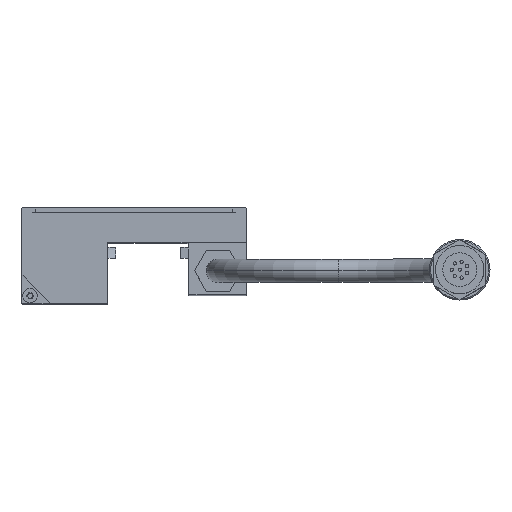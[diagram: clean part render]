
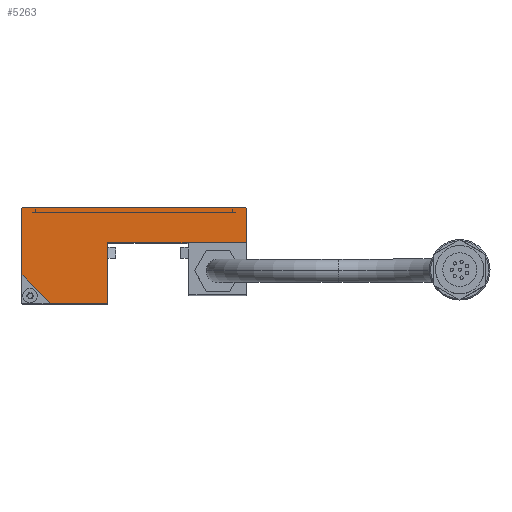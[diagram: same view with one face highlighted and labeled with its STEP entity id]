
A CAD part, top view. The second image highlights one B-rep face of the part: STEP entity #5263.
In plain terms, the highlighted planar face has unit normal (0, 0, 1).
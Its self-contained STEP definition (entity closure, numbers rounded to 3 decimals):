
#2143 = VERTEX_POINT( '', #6064 );
#2147 = VERTEX_POINT( '', #6068 );
#2227 = VERTEX_POINT( '', #6160 );
#2301 = VERTEX_POINT( '', #6243 );
#2387 = VERTEX_POINT( '', #6338 );
#3249 = EDGE_CURVE( '', #4859, #2143, #7292, .T. );
#3251 = EDGE_CURVE( '', #4907, #2301, #7294, .T. );
#3293 = VERTEX_POINT( '', #7336 );
#3383 = VERTEX_POINT( '', #7440 );
#3621 = EDGE_CURVE( '', #2301, #4075, #7697, .T. );
#3869 = EDGE_CURVE( '', #3383, #2387, #7973, .T. );
#4069 = EDGE_CURVE( '', #4075, #2227, #8184, .T. );
#4075 = VERTEX_POINT( '', #8190 );
#4353 = EDGE_CURVE( '', #2227, #2147, #8507, .T. );
#4859 = VERTEX_POINT( '', #9083 );
#4893 = EDGE_CURVE( '', #2387, #4859, #9120, .T. );
#4907 = VERTEX_POINT( '', #9136 );
#5263 = ADVANCED_FACE( '', ( #9523 ), #9524, .T. );
#5285 = EDGE_CURVE( '', #2143, #4907, #9549, .T. );
#5547 = EDGE_CURVE( '', #2147, #3293, #9839, .T. );
#5833 = EDGE_CURVE( '', #3293, #3383, #10167, .T. );
#6064 = CARTESIAN_POINT( '', ( -10., 6.45, 0. ) );
#6068 = CARTESIAN_POINT( '', ( -31.2, 30., 0. ) );
#6160 = CARTESIAN_POINT( '', ( 24.2, 30., 0. ) );
#6243 = CARTESIAN_POINT( '', ( 24.3, 21.4, 0. ) );
#6338 = CARTESIAN_POINT( '', ( -24.3, 6.35, 0. ) );
#7292 = LINE( '', #12135, #12136 );
#7294 = LINE( '', #12139, #12140 );
#7336 = CARTESIAN_POINT( '', ( -31.3, 29.9, 0. ) );
#7440 = CARTESIAN_POINT( '', ( -31.3, 13.35, 0. ) );
#7697 = LINE( '', #12679, #12680 );
#7973 = LINE( '', #13056, #13057 );
#8184 = LINE( '', #13339, #13340 );
#8190 = CARTESIAN_POINT( '', ( 24.3, 29.9, 0. ) );
#8507 = LINE( '', #13746, #13747 );
#9083 = CARTESIAN_POINT( '', ( -10.1, 6.35, 0. ) );
#9120 = LINE( '', #14550, #14551 );
#9136 = CARTESIAN_POINT( '', ( -10., 21.4, 0. ) );
#9523 = FACE_OUTER_BOUND( '', #15075, .T. );
#9524 = PLANE( '', #15076 );
#9549 = LINE( '', #15111, #15112 );
#9839 = LINE( '', #15504, #15505 );
#10167 = LINE( '', #15925, #15926 );
#12135 = CARTESIAN_POINT( '', ( -10.1, 6.35, 0. ) );
#12136 = VECTOR( '', #17704, 1. );
#12139 = CARTESIAN_POINT( '', ( -10., 21.4, 0. ) );
#12140 = VECTOR( '', #17705, 1. );
#12679 = CARTESIAN_POINT( '', ( 24.3, 8.55, 0. ) );
#12680 = VECTOR( '', #18170, 1. );
#13056 = CARTESIAN_POINT( '', ( -16.638, -1.313, 0. ) );
#13057 = VECTOR( '', #18516, 1. );
#13339 = CARTESIAN_POINT( '', ( 24.3, 29.9, 0. ) );
#13340 = VECTOR( '', #18684, 1. );
#13746 = CARTESIAN_POINT( '', ( 24.2, 30., 0. ) );
#13747 = VECTOR( '', #19091, 1. );
#14550 = CARTESIAN_POINT( '', ( -31.2, 6.35, 0. ) );
#14551 = VECTOR( '', #19898, 1. );
#15075 = EDGE_LOOP( '', ( #20340, #20341, #20342, #20343, #20344, #20345, #20346, #20347, #20348, #20349 ) );
#15076 = AXIS2_PLACEMENT_3D( '', #20350, #20351, #20352 );
#15111 = CARTESIAN_POINT( '', ( -10., 6.45, 0. ) );
#15112 = VECTOR( '', #20396, 1. );
#15504 = CARTESIAN_POINT( '', ( -31.2, 30., 0. ) );
#15505 = VECTOR( '', #20751, 1. );
#15925 = CARTESIAN_POINT( '', ( -31.3, 29.9, 0. ) );
#15926 = VECTOR( '', #21186, 1. );
#17704 = DIRECTION( '', ( 0.707, 0.707, 0. ) );
#17705 = DIRECTION( '', ( 1., 0., 0. ) );
#18170 = DIRECTION( '', ( 0., 1., 0. ) );
#18516 = DIRECTION( '', ( 0.707, -0.707, 0. ) );
#18684 = DIRECTION( '', ( -0.707, 0.707, 0. ) );
#19091 = DIRECTION( '', ( -1., 0., 0. ) );
#19898 = DIRECTION( '', ( 1., 0., 0. ) );
#20340 = ORIENTED_EDGE( '', *, *, #3869, .T. );
#20341 = ORIENTED_EDGE( '', *, *, #4893, .T. );
#20342 = ORIENTED_EDGE( '', *, *, #3249, .T. );
#20343 = ORIENTED_EDGE( '', *, *, #5285, .T. );
#20344 = ORIENTED_EDGE( '', *, *, #3251, .T. );
#20345 = ORIENTED_EDGE( '', *, *, #3621, .T. );
#20346 = ORIENTED_EDGE( '', *, *, #4069, .T. );
#20347 = ORIENTED_EDGE( '', *, *, #4353, .T. );
#20348 = ORIENTED_EDGE( '', *, *, #5547, .T. );
#20349 = ORIENTED_EDGE( '', *, *, #5833, .T. );
#20350 = CARTESIAN_POINT( '', ( 0., 0., 0. ) );
#20351 = DIRECTION( '', ( 0., 0., 1. ) );
#20352 = DIRECTION( '', ( 1., 0., 0. ) );
#20396 = DIRECTION( '', ( 0., 1., 0. ) );
#20751 = DIRECTION( '', ( -0.707, -0.707, 0. ) );
#21186 = DIRECTION( '', ( 0., -1., 0. ) );
